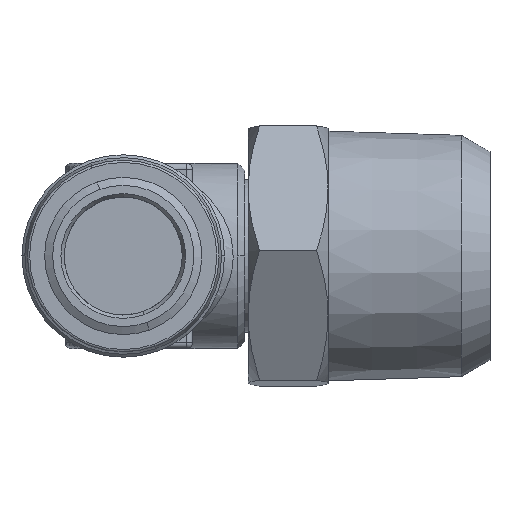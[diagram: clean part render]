
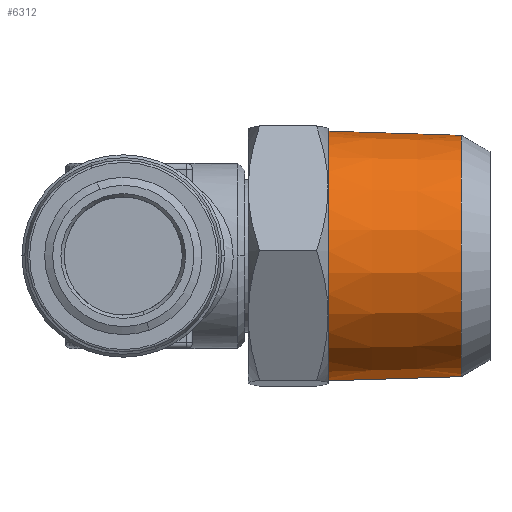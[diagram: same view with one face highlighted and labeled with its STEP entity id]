
A CAD part, left-side view. The second image highlights one B-rep face of the part: STEP entity #6312.
In plain terms, the highlighted conical face has half-angle 1.79 degrees and reference radius 10.435 mm.
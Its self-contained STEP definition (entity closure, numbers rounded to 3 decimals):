
#453 = CARTESIAN_POINT ( 'NONE',  ( -0.407, -6.815, -10.427 ) ) ;
#461 = CARTESIAN_POINT ( 'NONE',  ( -0.421, 4.7, -10.787 ) ) ;
#465 = CARTESIAN_POINT ( 'NONE',  ( 0.421, 4.7, 10.787 ) ) ;
#467 = CARTESIAN_POINT ( 'NONE',  ( 0.407, -6.815, 10.427 ) ) ;
#896 = DIRECTION ( 'NONE',  ( 0., 1., 0. ) ) ;
#907 = CARTESIAN_POINT ( 'NONE',  ( 0., -6.815, 0. ) ) ;
#915 = DIRECTION ( 'NONE',  ( 0.039, 0., 0.999 ) ) ;
#1683 = LINE ( 'NONE', #6715, #1687 ) ;
#1687 = VECTOR ( 'NONE', #6719, 1000. ) ;
#1689 = LINE ( 'NONE', #6720, #1691 ) ;
#1691 = VECTOR ( 'NONE', #6721, 1000. ) ;
#2093 = CIRCLE ( 'NONE', #3782, 10.795 ) ;
#2095 = CIRCLE ( 'NONE', #3783, 10.435 ) ;
#3135 = EDGE_CURVE ( 'NONE', #6381, #6379, #1683, .T. ) ;
#3138 = EDGE_CURVE ( 'NONE', #6382, #6383, #1689, .T. ) ;
#3378 = EDGE_CURVE ( 'NONE', #6379, #6383, #2093, .T. ) ;
#3379 = EDGE_CURVE ( 'NONE', #6381, #6382, #2095, .T. ) ;
#3782 = AXIS2_PLACEMENT_3D ( 'NONE', #4146, #4147, #4148 ) ;
#3783 = AXIS2_PLACEMENT_3D ( 'NONE', #4149, #4150, #4151 ) ;
#4146 = CARTESIAN_POINT ( 'NONE',  ( 0., 4.7, 0. ) ) ;
#4147 = DIRECTION ( 'NONE',  ( 0., -1., 0. ) ) ;
#4148 = DIRECTION ( 'NONE',  ( -0.039, 0., -0.999 ) ) ;
#4149 = CARTESIAN_POINT ( 'NONE',  ( 0., -6.815, 0. ) ) ;
#4150 = DIRECTION ( 'NONE',  ( 0., -1., 0. ) ) ;
#4151 = DIRECTION ( 'NONE',  ( -0.039, 0., -0.999 ) ) ;
#5072 = EDGE_LOOP ( 'NONE', ( #5083, #5084, #5085, #5086 ) ) ;
#5083 = ORIENTED_EDGE ( 'NONE', *, *, #3138, .F. ) ;
#5084 = ORIENTED_EDGE ( 'NONE', *, *, #3379, .F. ) ;
#5085 = ORIENTED_EDGE ( 'NONE', *, *, #3135, .T. ) ;
#5086 = ORIENTED_EDGE ( 'NONE', *, *, #3378, .T. ) ;
#5279 = AXIS2_PLACEMENT_3D ( 'NONE', #907, #896, #915 ) ;
#6312 = ADVANCED_FACE ( 'NONE', ( #7497 ), #7505, .T. ) ;
#6379 = VERTEX_POINT ( 'NONE', #465 ) ;
#6381 = VERTEX_POINT ( 'NONE', #467 ) ;
#6382 = VERTEX_POINT ( 'NONE', #453 ) ;
#6383 = VERTEX_POINT ( 'NONE', #461 ) ;
#6715 = CARTESIAN_POINT ( 'NONE',  ( 0.407, -6.815, 10.427 ) ) ;
#6719 = DIRECTION ( 'NONE',  ( 0.001, 1., 0.031 ) ) ;
#6720 = CARTESIAN_POINT ( 'NONE',  ( -0.407, -6.815, -10.427 ) ) ;
#6721 = DIRECTION ( 'NONE',  ( -0.001, 1., -0.031 ) ) ;
#7497 = FACE_OUTER_BOUND ( 'NONE', #5072, .T. ) ;
#7505 = CONICAL_SURFACE ( 'NONE', #5279, 10.435, 0.031 ) ;
